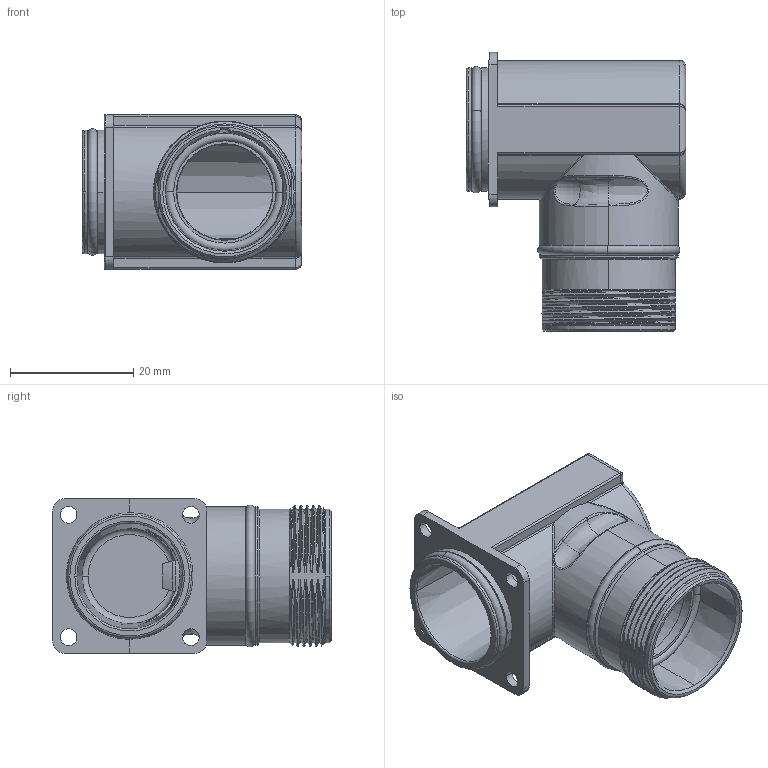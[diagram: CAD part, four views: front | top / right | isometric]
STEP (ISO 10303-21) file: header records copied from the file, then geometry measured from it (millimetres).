
FILE_DESCRIPTION((''),'2;1');
FILE_NAME('12','2017-08-05T',('ch.chen'),(''),'PRO/ENGINEER BY PARAMETRIC TECHNOLOGY CORPORATION, 2012480','PRO/ENGINEER BY PARAMETRIC TECHNOLOGY CORPORATION, 2012480','');
FILE_SCHEMA(('AUTOMOTIVE_DESIGN { 1 0 10303 214 1 1 1 1 }'));
Length unit declared in the file: millimetre
Products named in the file (1): 12
Bounding box: 35.5 x 45.18 x 25 mm (x, y, z)
Volume: 10020.2 mm3; surface area: 10908.9 mm2
Topology: 1 solids, 1 shells, 266 faces, 745 edges, 477 vertices
Faces by surface type: cylinder 81, plane 67, bspline 63, torus 26, cone 23, revolution 4, extrusion 2
Entity records: 14104 total; most frequent: CARTESIAN_POINT 7757, ORIENTED_EDGE 1488, DIRECTION 1016, EDGE_CURVE 744, VERTEX_POINT 477, AXIS2_PLACEMENT_3D 397, B_SPLINE_CURVE_WITH_KNOTS 334, EDGE_LOOP 285
